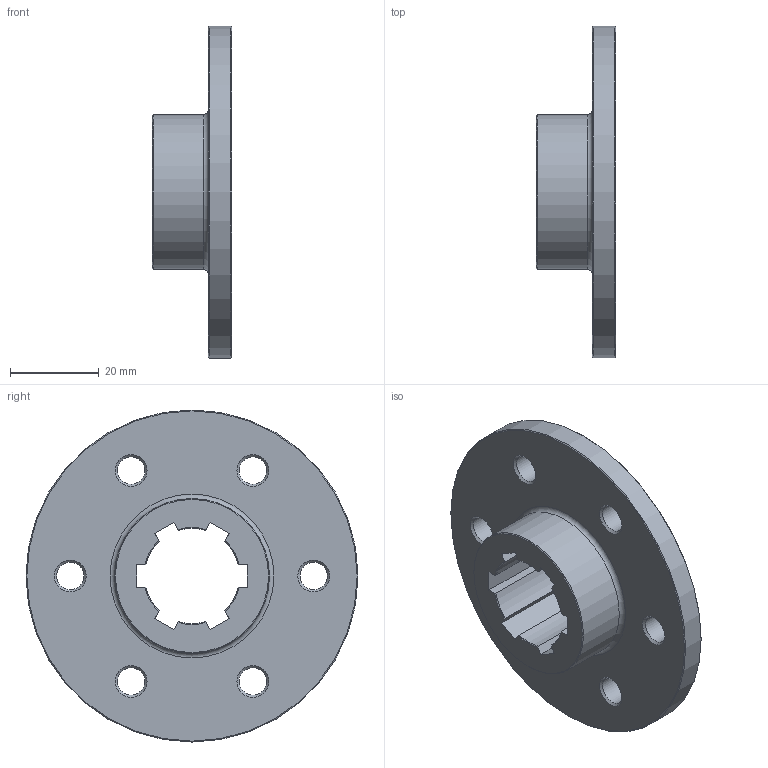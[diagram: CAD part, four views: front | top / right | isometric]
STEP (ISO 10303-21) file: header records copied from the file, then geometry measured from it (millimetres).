
FILE_DESCRIPTION (( 'STEP AP214' ), '1' );
FILE_NAME ('A2490_sprocket_adapter.STEP', '2022-06-14T09:07:48', ( '' ), ( '' ), 'SwSTEP 2.0', 'SolidWorks 2020', '' );
FILE_SCHEMA (( 'AUTOMOTIVE_DESIGN' ));
Length unit declared in the file: millimetre
Products named in the file (1): A2490_sprocket_adapter
Bounding box: 18 x 75 x 75 mm (x, y, z)
Volume: 27283.5 mm3; surface area: 12376.7 mm2
Topology: 1 solids, 1 shells, 63 faces, 164 edges, 104 vertices
Faces by surface type: cone 27, plane 21, cylinder 14, torus 1
Full cylindrical faces by diameter (mm): 6.2 x6, 35 x1, 75 x1
Entity records: 1892 total; most frequent: CARTESIAN_POINT 380, DIRECTION 300, ORIENTED_EDGE 280, EDGE_CURVE 140, AXIS2_PLACEMENT_3D 120, VERTEX_POINT 104, EDGE_LOOP 102, FACE_OUTER_BOUND 72
